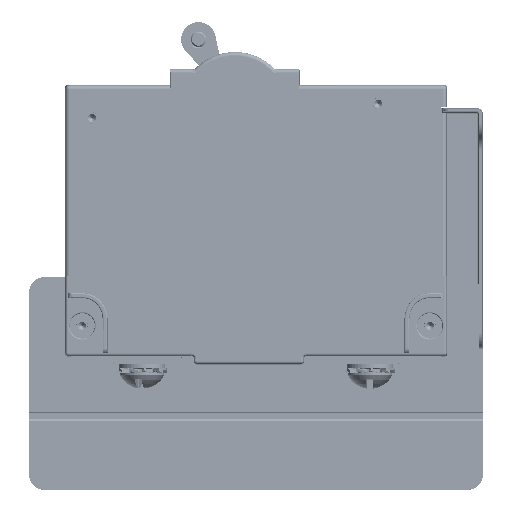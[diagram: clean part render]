
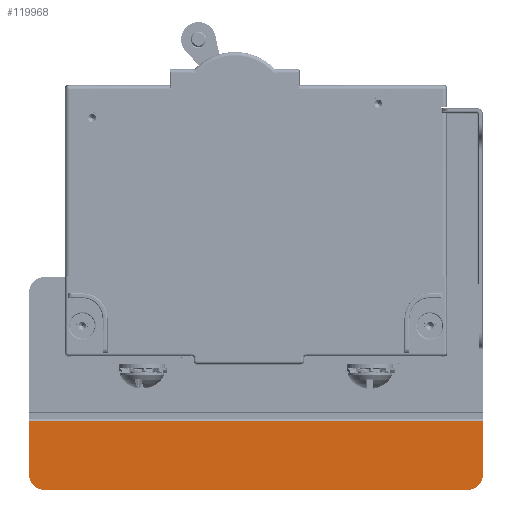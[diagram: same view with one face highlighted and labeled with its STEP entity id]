
A CAD part, top view. The second image highlights one B-rep face of the part: STEP entity #119968.
In plain terms, the highlighted planar face has unit normal (0, 0, 1).
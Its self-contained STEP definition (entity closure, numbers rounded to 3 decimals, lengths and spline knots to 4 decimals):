
#1278=CARTESIAN_POINT('',(-1.6637,-2.533,1.132));
#1286=DIRECTION('',(0.,-1.,0.));
#1287=VECTOR('',#1286,0.433);
#1288=CARTESIAN_POINT('',(-1.6637,-2.533,1.132));
#1289=LINE('',#1288,#1287);
#1691=DIRECTION('',(0.,-1.,0.));
#1692=VECTOR('',#1691,0.433);
#1693=CARTESIAN_POINT('',(2.0077,-2.533,1.132));
#1694=LINE('',#1693,#1692);
#1701=CARTESIAN_POINT('',(2.0077,-2.533,1.132));
#1787=DIRECTION('',(-1.,0.,0.));
#1788=VECTOR('',#1787,3.6713);
#1789=CARTESIAN_POINT('',(2.0077,-2.533,1.132));
#1790=LINE('',#1789,#1788);
#1791=CARTESIAN_POINT('',(1.883,-2.966,1.132));
#1792=DIRECTION('',(0.,0.,1.));
#1793=DIRECTION('',(0.,-1.,0.));
#1794=AXIS2_PLACEMENT_3D('',#1791,#1792,#1793);
#1796=CARTESIAN_POINT('',(-1.539,-2.966,1.132));
#1797=DIRECTION('',(0.,0.,1.));
#1798=DIRECTION('',(-1.,0.,0.));
#1799=AXIS2_PLACEMENT_3D('',#1796,#1797,#1798);
#98412=DIRECTION('',(-1.,0.,0.));
#98413=VECTOR('',#98412,3.422);
#98414=CARTESIAN_POINT('',(1.883,-3.0907,1.132));
#98415=LINE('',#98414,#98413);
#117618=VERTEX_POINT('',#1278);
#117622=VERTEX_POINT('',#1701);
#117637=CARTESIAN_POINT('',(1.883,-3.0907,1.132));
#117638=VERTEX_POINT('',#117637);
#117639=CARTESIAN_POINT('',(2.0077,-2.966,1.132));
#117640=VERTEX_POINT('',#117639);
#117641=CARTESIAN_POINT('',(-1.6637,-2.966,1.132));
#117642=CARTESIAN_POINT('',(-1.539,-3.0907,1.132));
#117643=VERTEX_POINT('',#117641);
#117644=VERTEX_POINT('',#117642);
#119952=CARTESIAN_POINT('',(2.008,-2.526,1.132));
#119953=DIRECTION('',(0.,0.,1.));
#119954=DIRECTION('',(0.,-1.,0.));
#119955=AXIS2_PLACEMENT_3D('',#119952,#119953,#119954);
#119956=PLANE('',#119955);
#119958=ORIENTED_EDGE('',*,*,#119957,.F.);
#119959=ORIENTED_EDGE('',*,*,#119846,.T.);
#119961=ORIENTED_EDGE('',*,*,#119960,.F.);
#119963=ORIENTED_EDGE('',*,*,#119962,.T.);
#119964=ORIENTED_EDGE('',*,*,#119943,.F.);
#119965=ORIENTED_EDGE('',*,*,#119409,.F.);
#119966=EDGE_LOOP('',(#119958,#119959,#119961,#119963,#119964,#119965));
#119967=FACE_OUTER_BOUND('',#119966,.F.);
#1795=CIRCLE('',#1794,0.1247);
#1800=CIRCLE('',#1799,0.1247);
#119409=EDGE_CURVE('',#117618,#117643,#1289,.T.);
#119846=EDGE_CURVE('',#117622,#117640,#1694,.T.);
#119943=EDGE_CURVE('',#117643,#117644,#1800,.T.);
#119957=EDGE_CURVE('',#117622,#117618,#1790,.T.);
#119960=EDGE_CURVE('',#117638,#117640,#1795,.T.);
#119962=EDGE_CURVE('',#117638,#117644,#98415,.T.);
#119968=ADVANCED_FACE('',(#119967),#119956,.T.);
